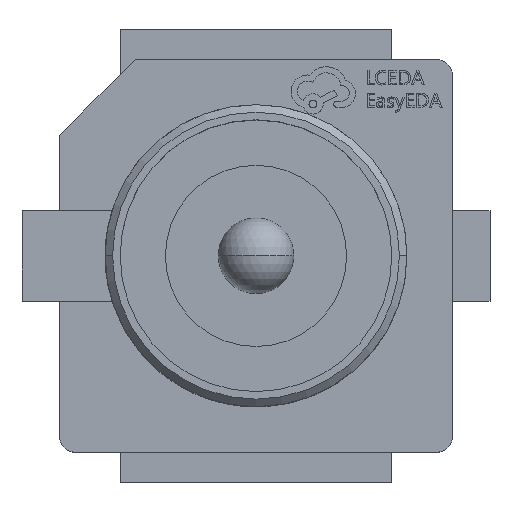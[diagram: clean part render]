
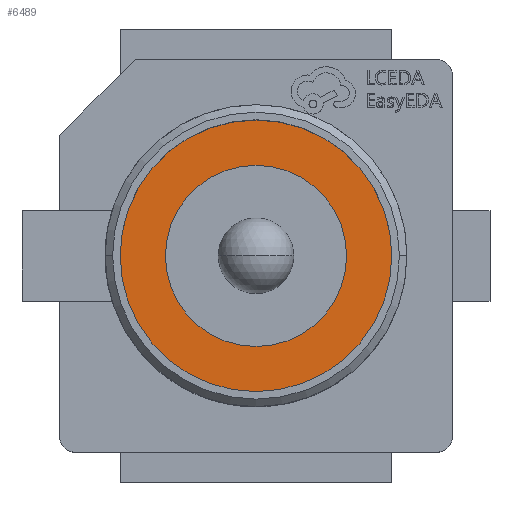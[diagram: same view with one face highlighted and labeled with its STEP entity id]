
A CAD part, top view. The second image highlights one B-rep face of the part: STEP entity #6489.
In plain terms, the highlighted planar face has unit normal (0, 0, 1).
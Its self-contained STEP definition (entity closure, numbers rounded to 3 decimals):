
#51 = CIRCLE ( 'NONE', #12318, 0.9 ) ;
#284 = DIRECTION ( 'NONE',  ( 0., 0., -1. ) ) ;
#775 = CIRCLE ( 'NONE', #8266, 0.9 ) ;
#1229 = DIRECTION ( 'NONE',  ( 1., 0., 0. ) ) ;
#1233 = VERTEX_POINT ( 'NONE', #9620 ) ;
#1423 = AXIS2_PLACEMENT_3D ( 'NONE', #9489, #4426, #1229 ) ;
#1869 = VERTEX_POINT ( 'NONE', #5668 ) ;
#2022 = CARTESIAN_POINT ( 'NONE',  ( 0., 0., 0.35 ) ) ;
#3186 = CARTESIAN_POINT ( 'NONE',  ( 0., 0., 0.35 ) ) ;
#3965 = CIRCLE ( 'NONE', #7591, 0.6 ) ;
#4426 = DIRECTION ( 'NONE',  ( 0., 0., 1. ) ) ;
#4529 = CARTESIAN_POINT ( 'NONE',  ( 0., 0., 0.35 ) ) ;
#5394 = DIRECTION ( 'NONE',  ( 1., 0., 0. ) ) ;
#5668 = CARTESIAN_POINT ( 'NONE',  ( -0.6, 0., 0.35 ) ) ;
#6463 = DIRECTION ( 'NONE',  ( 0., 0., -1. ) ) ;
#6489 = ADVANCED_FACE ( 'NONE', ( #10478, #13705 ), #13777, .T. ) ;
#6497 = DIRECTION ( 'NONE',  ( 0., 0., 1. ) ) ;
#6628 = DIRECTION ( 'NONE',  ( 1., 0., 0. ) ) ;
#6809 = DIRECTION ( 'NONE',  ( 1., 0., 0. ) ) ;
#6949 = ORIENTED_EDGE ( 'NONE', *, *, #10312, .F. ) ;
#7591 = AXIS2_PLACEMENT_3D ( 'NONE', #8479, #8344, #12836 ) ;
#7628 = EDGE_LOOP ( 'NONE', ( #13126, #9616 ) ) ;
#7716 = EDGE_CURVE ( 'NONE', #1233, #8989, #51, .T. ) ;
#8266 = AXIS2_PLACEMENT_3D ( 'NONE', #4529, #284, #6809 ) ;
#8344 = DIRECTION ( 'NONE',  ( 0., 0., 1. ) ) ;
#8479 = CARTESIAN_POINT ( 'NONE',  ( 0., 0., 0.35 ) ) ;
#8989 = VERTEX_POINT ( 'NONE', #10139 ) ;
#9041 = CARTESIAN_POINT ( 'NONE',  ( 0.6, 0., 0.35 ) ) ;
#9489 = CARTESIAN_POINT ( 'NONE',  ( 0., 0., 0.35 ) ) ;
#9616 = ORIENTED_EDGE ( 'NONE', *, *, #10948, .F. ) ;
#9620 = CARTESIAN_POINT ( 'NONE',  ( 0.9, 0., 0.35 ) ) ;
#9924 = AXIS2_PLACEMENT_3D ( 'NONE', #2022, #6497, #6628 ) ;
#9974 = VERTEX_POINT ( 'NONE', #9041 ) ;
#10139 = CARTESIAN_POINT ( 'NONE',  ( -0.9, 0., 0.35 ) ) ;
#10312 = EDGE_CURVE ( 'NONE', #8989, #1233, #775, .T. ) ;
#10326 = ORIENTED_EDGE ( 'NONE', *, *, #7716, .F. ) ;
#10478 = FACE_BOUND ( 'NONE', #7628, .T. ) ;
#10948 = EDGE_CURVE ( 'NONE', #9974, #1869, #3965, .T. ) ;
#12181 = CIRCLE ( 'NONE', #9924, 0.6 ) ;
#12318 = AXIS2_PLACEMENT_3D ( 'NONE', #3186, #6463, #5394 ) ;
#12795 = EDGE_LOOP ( 'NONE', ( #6949, #10326 ) ) ;
#12836 = DIRECTION ( 'NONE',  ( 1., 0., 0. ) ) ;
#13126 = ORIENTED_EDGE ( 'NONE', *, *, #13441, .F. ) ;
#13441 = EDGE_CURVE ( 'NONE', #1869, #9974, #12181, .T. ) ;
#13705 = FACE_OUTER_BOUND ( 'NONE', #12795, .T. ) ;
#13777 = PLANE ( 'NONE',  #1423 ) ;
